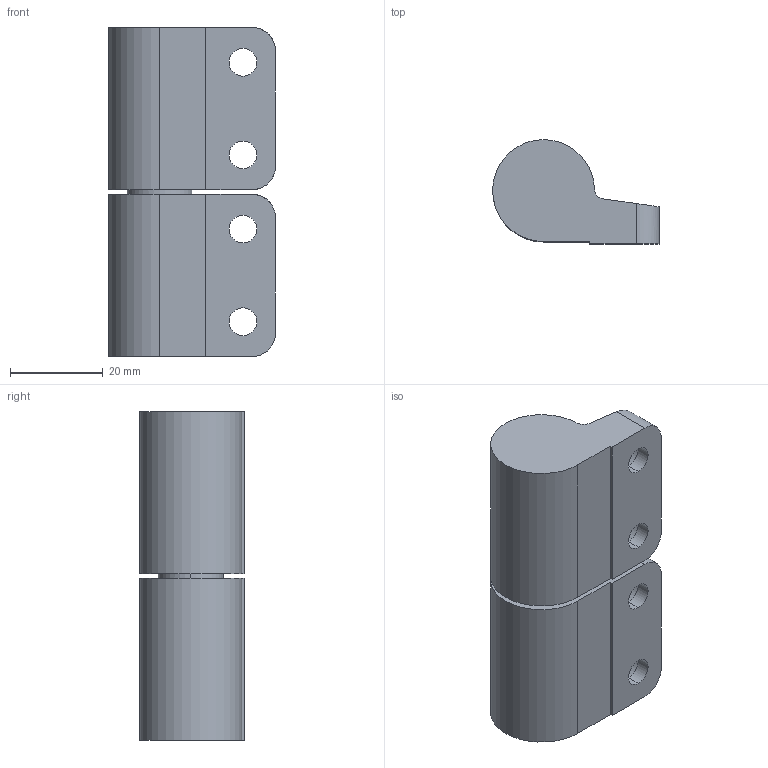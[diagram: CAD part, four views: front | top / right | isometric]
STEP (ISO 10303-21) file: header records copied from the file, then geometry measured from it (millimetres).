
FILE_DESCRIPTION (( 'STEP AP203' ), '1' );
FILE_NAME ('BP-879-2H-A-L_.STEP', '2007-03-03T06:03:34', ( ' ' ), ( ' ' ), 'SwSTEP 2.0', 'SolidWorks 2006104', '' );
FILE_SCHEMA (( 'CONFIG_CONTROL_DESIGN' ));
Length unit declared in the file: millimetre
Products named in the file (3): BP-879-2H-A-L_; BP-879-2H杮懱_岞_棉太倌; BP-879-2H僽儔働僢僩_岞_僽儔働僢僩L
Assembly tree (2 placements, depth 2):
  BP-879-2H-A-L_
    BP-879-2H杮懱_岞_棉太倌
    BP-879-2H僽儔働僢僩_岞_僽儔働僢僩L
Bounding box: 36 x 22.5 x 71 mm (x, y, z)
Volume: 33822 mm3; surface area: 11908.9 mm2
Topology: 2 solids, 2 shells, 52 faces, 126 edges, 84 vertices
Faces by surface type: cylinder 28, plane 24
Entity records: 1859 total; most frequent: CARTESIAN_POINT 303, DIRECTION 276, ORIENTED_EDGE 252, EDGE_CURVE 126, AXIS2_PLACEMENT_3D 105, VERTEX_POINT 84, EDGE_LOOP 66, LINE 66
